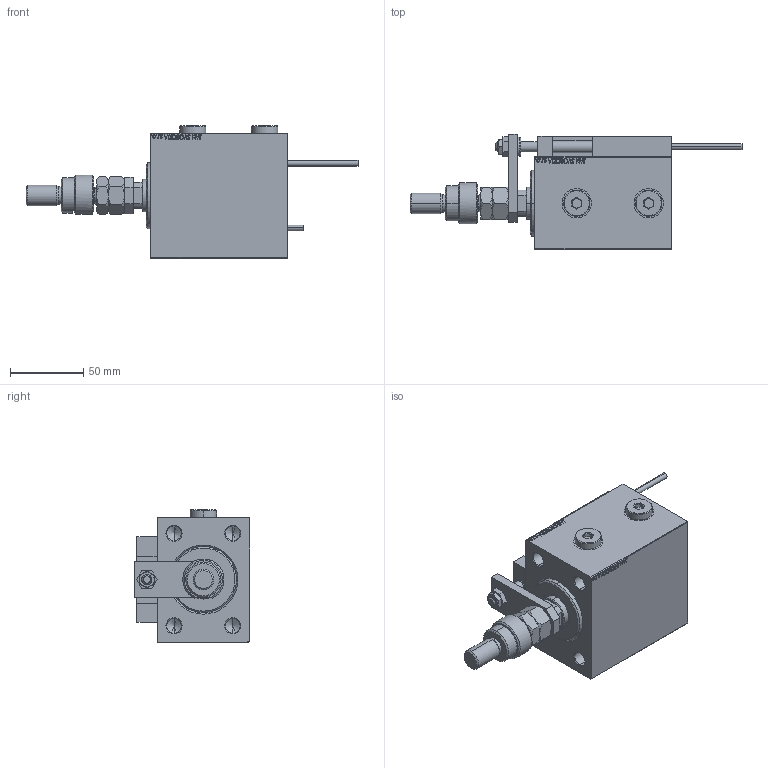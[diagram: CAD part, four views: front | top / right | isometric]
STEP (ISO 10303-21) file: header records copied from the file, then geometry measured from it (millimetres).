
FILE_DESCRIPTION (( 'STEP AP203' ), '1' );
FILE_NAME ('8c2c.STEP', '2024-02-13T02:02:28', ( '' ), ( '' ), 'SwSTEP 2.0', 'SolidWorks 2019', '' );
FILE_SCHEMA (( 'CONFIG_CONTROL_DESIGN' ));
Length unit declared in the file: millimetre
Products named in the file (20): V450CM_B_Body aede3f7398772a43e04feb0fd0db88ba; MAGNET aede3f7398772a43e04feb0fd0db88ba; FEMALE_PART_FOR_DFA aede3f7398772a43e04feb0fd0db88ba; Block aede3f7398772a43e04feb0fd0db88ba; NUT_D12 aede3f7398772a43e04feb0fd0db88ba; X_Y_DFA aede3f7398772a43e04feb0fd0db88ba; ZARAZKA aede3f7398772a43e04feb0fd0db88ba; ALLEN BOLT D8 aede3f7398772a43e04feb0fd0db88ba; NUT_D10 aede3f7398772a43e04feb0fd0db88ba; ALLEN BOLT D5 aede3f7398772a43e04feb0fd0db88ba; Zatka_OIL_PORT aede3f7398772a43e04feb0fd0db88ba; V450CM_B_VCP aede3f7398772a43e04feb0fd0db88ba; V450CM_VC_B aede3f7398772a43e04feb0fd0db88ba; 8c2c; KONCOVKA aede3f7398772a43e04feb0fd0db88ba; SWITCH X aede3f7398772a43e04feb0fd0db88ba; SWITCH DIM B,W aede3f7398772a43e04feb0fd0db88ba; SWITCH_X_FRONT_BACK aede3f7398772a43e04feb0fd0db88ba; MFA aede3f7398772a43e04feb0fd0db88ba; TYC_L79 aede3f7398772a43e04feb0fd0db88ba
Assembly tree (30 placements, depth 3):
  8c2c
    V450CM_B_Body aede3f7398772a43e04feb0fd0db88ba
    V450CM_B_VCP aede3f7398772a43e04feb0fd0db88ba
    SWITCH X aede3f7398772a43e04feb0fd0db88ba
      SWITCH_X_FRONT_BACK aede3f7398772a43e04feb0fd0db88ba  x2
      TYC_L79 aede3f7398772a43e04feb0fd0db88ba
      Block aede3f7398772a43e04feb0fd0db88ba  x2
      ALLEN BOLT D5 aede3f7398772a43e04feb0fd0db88ba  x4
      ALLEN BOLT D8 aede3f7398772a43e04feb0fd0db88ba  x4
      MAGNET aede3f7398772a43e04feb0fd0db88ba  x2
      KONCOVKA aede3f7398772a43e04feb0fd0db88ba  x2
    NUT_D10 aede3f7398772a43e04feb0fd0db88ba
    NUT_D12 aede3f7398772a43e04feb0fd0db88ba
    SWITCH DIM B,W aede3f7398772a43e04feb0fd0db88ba
    ZARAZKA aede3f7398772a43e04feb0fd0db88ba
    V450CM_VC_B aede3f7398772a43e04feb0fd0db88ba
    X_Y_DFA aede3f7398772a43e04feb0fd0db88ba
      FEMALE_PART_FOR_DFA aede3f7398772a43e04feb0fd0db88ba
      MFA aede3f7398772a43e04feb0fd0db88ba
    Zatka_OIL_PORT aede3f7398772a43e04feb0fd0db88ba  x2
Bounding box: 226 x 78.5 x 89.9 mm (x, y, z)
Volume: 528970.6 mm3; surface area: 108086.3 mm2
Topology: 28 solids, 28 shells, 1457 faces, 3454 edges, 2174 vertices
Faces by surface type: plane 623, bspline 380, cylinder 213, cone 189, torus 48, sphere 4
Entity records: 55333 total; most frequent: CARTESIAN_POINT 27240, ORIENTED_EDGE 5816, DIRECTION 4155, EDGE_CURVE 2908, VERTEX_POINT 1874, VECTOR 1633, LINE 1633, EDGE_LOOP 1354
